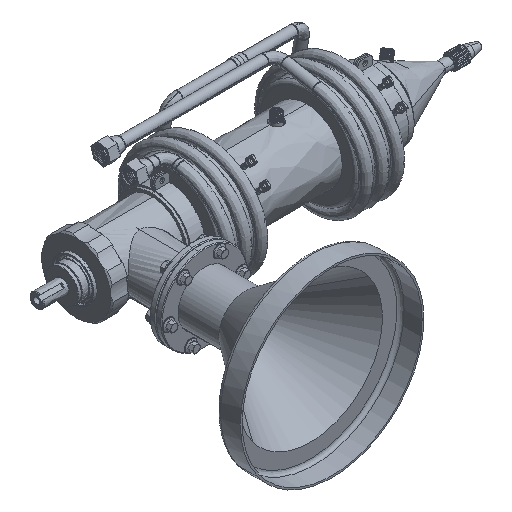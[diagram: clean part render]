
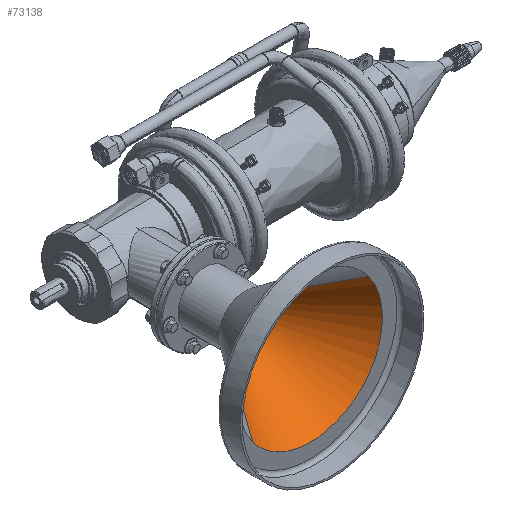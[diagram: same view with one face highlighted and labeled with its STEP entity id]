
A CAD part, isometric view. The second image highlights one B-rep face of the part: STEP entity #73138.
In plain terms, the highlighted free-form (B-spline) face has degree [2, 1] with [5, 2] control points.
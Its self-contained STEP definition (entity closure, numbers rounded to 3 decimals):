
#73138 = ADVANCED_FACE('',(#73139),#73175,.F.);
#73139 = FACE_BOUND('',#73140,.F.);
#73140 = EDGE_LOOP('',(#73141,#73150,#73160,#73167));
#73141 = ORIENTED_EDGE('',*,*,#73142,.T.);
#73142 = EDGE_CURVE('',#73143,#73145,#73147,.T.);
#73143 = VERTEX_POINT('',#73144);
#73144 = CARTESIAN_POINT('',(82.418,-160.839,
    19.031));
#73145 = VERTEX_POINT('',#73146);
#73146 = CARTESIAN_POINT('',(132.534,-245.739,
    55.973));
#73147 = B_SPLINE_CURVE_WITH_KNOTS('',1,(#73148,#73149),.UNSPECIFIED.,
  .F.,.F.,(2,2),(0.,111.606),.PIECEWISE_BEZIER_KNOTS.);
#73148 = CARTESIAN_POINT('',(82.418,-160.839,
    19.031));
#73149 = CARTESIAN_POINT('',(132.534,-245.739,
    55.973));
#73150 = ORIENTED_EDGE('',*,*,#73151,.T.);
#73151 = EDGE_CURVE('',#73145,#73152,#73154,.T.);
#73152 = VERTEX_POINT('',#73153);
#73153 = CARTESIAN_POINT('',(-19.333,-245.739,
    -55.973));
#73154 = ( BOUNDED_CURVE() B_SPLINE_CURVE(2,(#73155,#73156,#73157,#73158
,#73159),.UNSPECIFIED.,.F.,.F.) B_SPLINE_CURVE_WITH_KNOTS((3,2,3),(
    3.142,4.712,6.283),
.PIECEWISE_BEZIER_KNOTS.) CURVE() GEOMETRIC_REPRESENTATION_ITEM() 
RATIONAL_B_SPLINE_CURVE((1.,0.707,1.,0.707,1.)) 
REPRESENTATION_ITEM('') );
#73155 = CARTESIAN_POINT('',(132.534,-245.739,
    55.973));
#73156 = CARTESIAN_POINT('',(188.507,-245.739,
    -19.961));
#73157 = CARTESIAN_POINT('',(112.573,-245.739,
    -75.934));
#73158 = CARTESIAN_POINT('',(36.639,-245.739,
    -131.906));
#73159 = CARTESIAN_POINT('',(-19.333,-245.739,
    -55.973));
#73160 = ORIENTED_EDGE('',*,*,#73161,.F.);
#73161 = EDGE_CURVE('',#73162,#73152,#73164,.T.);
#73162 = VERTEX_POINT('',#73163);
#73163 = CARTESIAN_POINT('',(30.783,-160.839,
    -19.031));
#73164 = B_SPLINE_CURVE_WITH_KNOTS('',1,(#73165,#73166),.UNSPECIFIED.,
  .F.,.F.,(2,2),(0.,111.606),
  .PIECEWISE_BEZIER_KNOTS.);
#73165 = CARTESIAN_POINT('',(30.783,-160.839,
    -19.031));
#73166 = CARTESIAN_POINT('',(-19.333,-245.739,
    -55.973));
#73167 = ORIENTED_EDGE('',*,*,#73168,.F.);
#73168 = EDGE_CURVE('',#73143,#73162,#73169,.T.);
#73169 = ( BOUNDED_CURVE() B_SPLINE_CURVE(2,(#73170,#73171,#73172,#73173
,#73174),.UNSPECIFIED.,.F.,.F.) B_SPLINE_CURVE_WITH_KNOTS((3,2,3),(
    3.142,4.712,6.283),
.PIECEWISE_BEZIER_KNOTS.) CURVE() GEOMETRIC_REPRESENTATION_ITEM() 
RATIONAL_B_SPLINE_CURVE((1.,0.707,1.,0.707,1.)) 
REPRESENTATION_ITEM('') );
#73170 = CARTESIAN_POINT('',(82.418,-160.839,
    19.031));
#73171 = CARTESIAN_POINT('',(101.448,-160.839,
    -6.787));
#73172 = CARTESIAN_POINT('',(75.631,-160.839,
    -25.817));
#73173 = CARTESIAN_POINT('',(49.813,-160.839,
    -44.848));
#73174 = CARTESIAN_POINT('',(30.783,-160.839,
    -19.031));
#73175 = ( BOUNDED_SURFACE() B_SPLINE_SURFACE(2,1,(
    (#73176,#73177)
    ,(#73178,#73179)
    ,(#73180,#73181)
    ,(#73182,#73183)
    ,(#73184,#73185
)),.UNSPECIFIED.,.F.,.F.,.F.) B_SPLINE_SURFACE_WITH_KNOTS((3,2,3),(2,2),
  (3.142,4.712,6.283),(0.,111.606),
.PIECEWISE_BEZIER_KNOTS.) GEOMETRIC_REPRESENTATION_ITEM() 
RATIONAL_B_SPLINE_SURFACE((
    (1.,1.)
    ,(0.707,0.707)
    ,(1.,1.)
    ,(0.707,0.707)
,(1.,1.))) REPRESENTATION_ITEM('') SURFACE() );
#73176 = CARTESIAN_POINT('',(30.783,-160.839,
    -19.031));
#73177 = CARTESIAN_POINT('',(-19.333,-245.739,
    -55.973));
#73178 = CARTESIAN_POINT('',(49.813,-160.839,
    -44.848));
#73179 = CARTESIAN_POINT('',(36.639,-245.739,
    -131.906));
#73180 = CARTESIAN_POINT('',(75.631,-160.839,
    -25.817));
#73181 = CARTESIAN_POINT('',(112.573,-245.739,
    -75.934));
#73182 = CARTESIAN_POINT('',(101.448,-160.839,
    -6.787));
#73183 = CARTESIAN_POINT('',(188.507,-245.739,
    -19.961));
#73184 = CARTESIAN_POINT('',(82.418,-160.839,
    19.031));
#73185 = CARTESIAN_POINT('',(132.534,-245.739,
    55.973));
